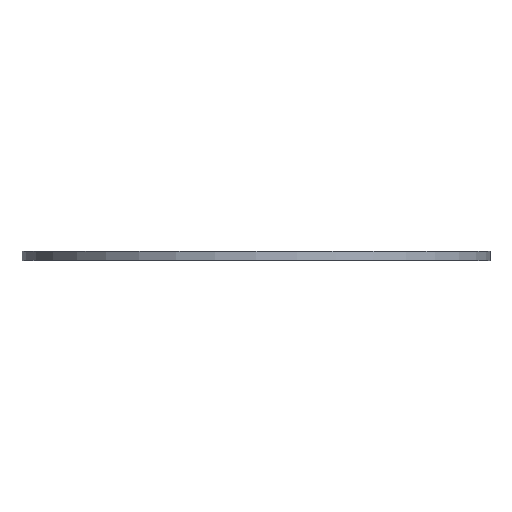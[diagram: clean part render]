
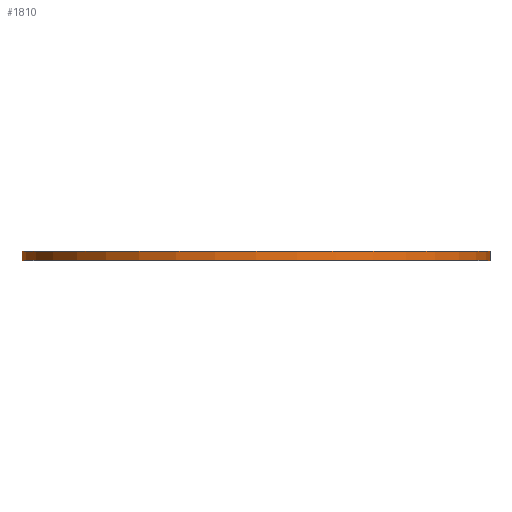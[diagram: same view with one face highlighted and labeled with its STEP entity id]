
A CAD part, top view. The second image highlights one B-rep face of the part: STEP entity #1810.
In plain terms, the highlighted cylindrical face has radius 1781.17 mm (diameter 3562.35 mm), a full revolution.
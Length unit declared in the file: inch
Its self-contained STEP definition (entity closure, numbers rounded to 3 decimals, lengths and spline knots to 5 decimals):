
#248=FACE_OUTER_BOUND('',#328,.T.);
#328=EDGE_LOOP('',(#1495,#1496,#1497,#1498));
#562=LINE('',#3090,#640);
#640=VECTOR('',#2616,70.125);
#795=CIRCLE('',#2067,70.125);
#796=CIRCLE('',#2068,70.125);
#951=VERTEX_POINT('',#3087);
#952=VERTEX_POINT('',#3089);
#1184=EDGE_CURVE('',#951,#951,#795,.T.);
#1185=EDGE_CURVE('',#951,#952,#562,.T.);
#1186=EDGE_CURVE('',#952,#952,#796,.T.);
#1495=ORIENTED_EDGE('',*,*,#1184,.F.);
#1496=ORIENTED_EDGE('',*,*,#1185,.T.);
#1497=ORIENTED_EDGE('',*,*,#1186,.T.);
#1498=ORIENTED_EDGE('',*,*,#1185,.F.);
#1732=CYLINDRICAL_SURFACE('',#2066,70.125);
#1810=ADVANCED_FACE('',(#248),#1732,.T.);
#2066=AXIS2_PLACEMENT_3D('',#3086,#2612,#2613);
#2067=AXIS2_PLACEMENT_3D('',#3088,#2614,#2615);
#2068=AXIS2_PLACEMENT_3D('',#3091,#2617,#2618);
#2612=DIRECTION('center_axis',(0.,1.,0.));
#2613=DIRECTION('ref_axis',(-1.,0.,0.));
#2614=DIRECTION('center_axis',(0.,1.,0.));
#2615=DIRECTION('ref_axis',(-1.,0.,0.));
#2616=DIRECTION('',(0.,-1.,0.));
#2617=DIRECTION('center_axis',(0.,1.,0.));
#2618=DIRECTION('ref_axis',(-1.,0.,0.));
#3086=CARTESIAN_POINT('Origin',(0.,0.,0.));
#3087=CARTESIAN_POINT('',(70.125,2.75,0.));
#3088=CARTESIAN_POINT('Origin',(0.,2.75,0.));
#3089=CARTESIAN_POINT('',(70.125,0.,0.));
#3090=CARTESIAN_POINT('',(70.125,0.,0.));
#3091=CARTESIAN_POINT('Origin',(0.,0.,0.));
